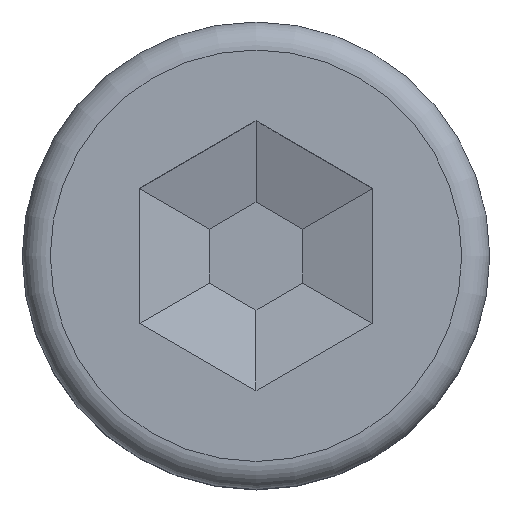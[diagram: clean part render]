
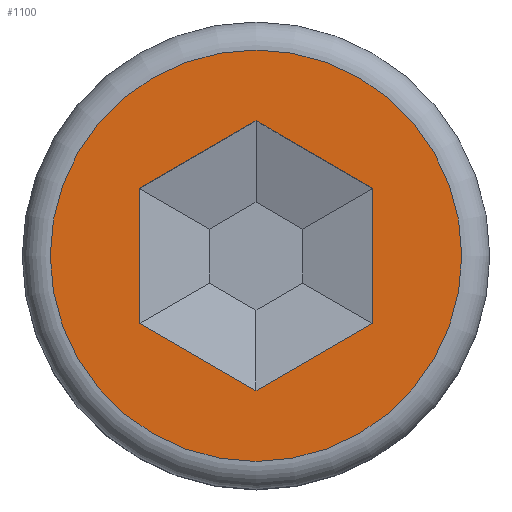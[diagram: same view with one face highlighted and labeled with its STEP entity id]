
A CAD part, top view. The second image highlights one B-rep face of the part: STEP entity #1100.
In plain terms, the highlighted planar face has unit normal (0, 0, 1).
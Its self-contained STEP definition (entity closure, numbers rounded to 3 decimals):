
#15=FACE_BOUND('',#146,.T.);
#19=PLANE('',#1182);
#83=FACE_OUTER_BOUND('',#145,.T.);
#145=EDGE_LOOP('',(#944));
#146=EDGE_LOOP('',(#945,#946,#947,#948,#949,#950));
#166=CIRCLE('',#1177,2.2);
#299=LINE('',#4301,#370);
#300=LINE('',#4303,#371);
#301=LINE('',#4305,#372);
#302=LINE('',#4307,#373);
#303=LINE('',#4309,#374);
#304=LINE('',#4310,#375);
#370=VECTOR('',#1348,10.);
#371=VECTOR('',#1349,10.);
#372=VECTOR('',#1350,10.);
#373=VECTOR('',#1351,10.);
#374=VECTOR('',#1352,10.);
#375=VECTOR('',#1353,10.);
#488=VERTEX_POINT('',#4289);
#491=VERTEX_POINT('',#4299);
#492=VERTEX_POINT('',#4300);
#493=VERTEX_POINT('',#4302);
#494=VERTEX_POINT('',#4304);
#495=VERTEX_POINT('',#4306);
#496=VERTEX_POINT('',#4308);
#641=EDGE_CURVE('',#488,#488,#166,.T.);
#646=EDGE_CURVE('',#491,#492,#299,.T.);
#647=EDGE_CURVE('',#492,#493,#300,.T.);
#648=EDGE_CURVE('',#493,#494,#301,.T.);
#649=EDGE_CURVE('',#494,#495,#302,.T.);
#650=EDGE_CURVE('',#495,#496,#303,.T.);
#651=EDGE_CURVE('',#496,#491,#304,.T.);
#944=ORIENTED_EDGE('',*,*,#641,.F.);
#945=ORIENTED_EDGE('',*,*,#646,.T.);
#946=ORIENTED_EDGE('',*,*,#647,.T.);
#947=ORIENTED_EDGE('',*,*,#648,.T.);
#948=ORIENTED_EDGE('',*,*,#649,.T.);
#949=ORIENTED_EDGE('',*,*,#650,.T.);
#950=ORIENTED_EDGE('',*,*,#651,.T.);
#1100=ADVANCED_FACE('',(#83,#15),#19,.T.);
#1177=AXIS2_PLACEMENT_3D('',#4290,#1335,#1336);
#1182=AXIS2_PLACEMENT_3D('',#4298,#1346,#1347);
#1335=DIRECTION('center_axis',(0.,0.,-1.));
#1336=DIRECTION('ref_axis',(1.,0.,0.));
#1346=DIRECTION('center_axis',(0.,0.,1.));
#1347=DIRECTION('ref_axis',(1.,0.,0.));
#1348=DIRECTION('',(0.,-1.,0.));
#1349=DIRECTION('',(-0.866,-0.5,0.));
#1350=DIRECTION('',(-0.866,0.5,0.));
#1351=DIRECTION('',(0.,1.,0.));
#1352=DIRECTION('',(0.866,0.5,0.));
#1353=DIRECTION('',(0.866,-0.5,0.));
#4289=CARTESIAN_POINT('',(-2.2,0.,0.));
#4290=CARTESIAN_POINT('Origin',(0.,0.,0.));
#4298=CARTESIAN_POINT('Origin',(0.,0.,0.));
#4299=CARTESIAN_POINT('',(1.25,0.722,0.));
#4300=CARTESIAN_POINT('',(1.25,-0.722,0.));
#4301=CARTESIAN_POINT('',(1.25,-0.722,0.));
#4302=CARTESIAN_POINT('',(0.,-1.443,0.));
#4303=CARTESIAN_POINT('',(0.,-1.443,0.));
#4304=CARTESIAN_POINT('',(-1.25,-0.722,0.));
#4305=CARTESIAN_POINT('',(-1.25,-0.722,0.));
#4306=CARTESIAN_POINT('',(-1.25,0.722,0.));
#4307=CARTESIAN_POINT('',(-1.25,0.722,0.));
#4308=CARTESIAN_POINT('',(0.,1.443,0.));
#4309=CARTESIAN_POINT('',(0.,1.443,0.));
#4310=CARTESIAN_POINT('',(1.25,0.722,0.));
